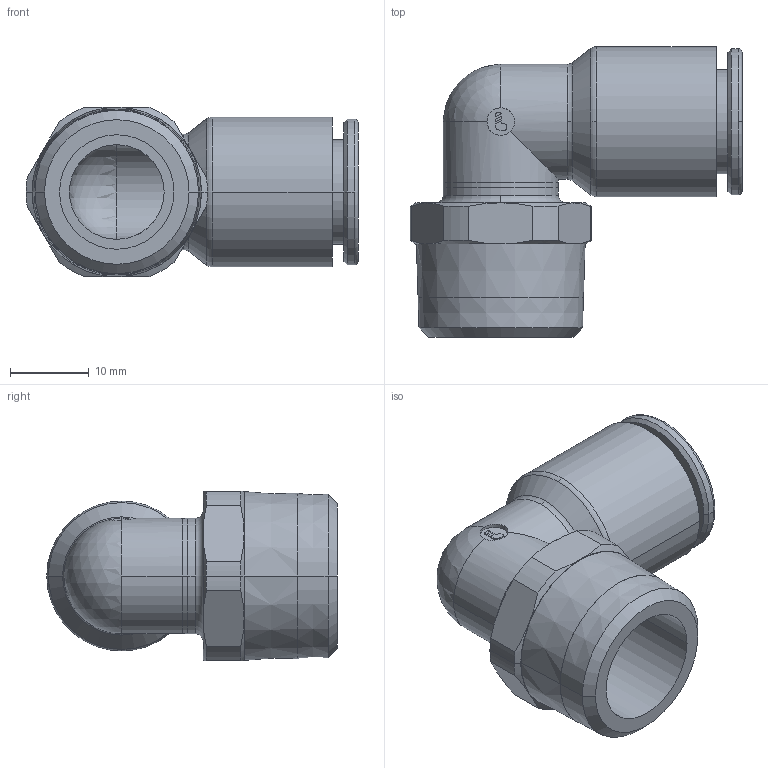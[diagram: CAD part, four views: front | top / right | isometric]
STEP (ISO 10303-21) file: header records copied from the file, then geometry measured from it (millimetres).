
FILE_DESCRIPTION(('STEP AP214'),'1');
FILE_NAME('3109_12_21.stp','2016-07-07T14:15:41',('TraceParts'),('TraceParts S.A.'),'Spatial InterOp 3D',' ',' ');
FILE_SCHEMA(('automotive_design'));
Length unit declared in the file: millimetre
Products named in the file (1): 1
Bounding box: 42.07 x 36.8 x 21.5 mm (x, y, z)
Volume: 7806 mm3; surface area: 6455 mm2
Topology: 1 solids, 1 shells, 104 faces, 255 edges, 160 vertices
Faces by surface type: cylinder 34, plane 32, cone 28, torus 8, sphere 2
Entity records: 3264 total; most frequent: CARTESIAN_POINT 772, DIRECTION 561, ORIENTED_EDGE 504, EDGE_CURVE 252, AXIS2_PLACEMENT_3D 233, VERTEX_POINT 160, CIRCLE 124, EDGE_LOOP 116
